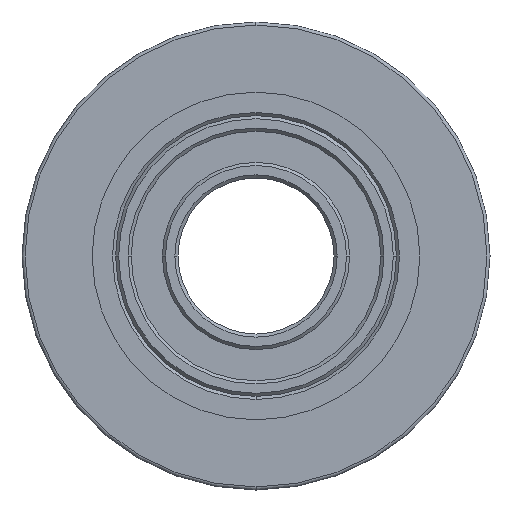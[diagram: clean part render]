
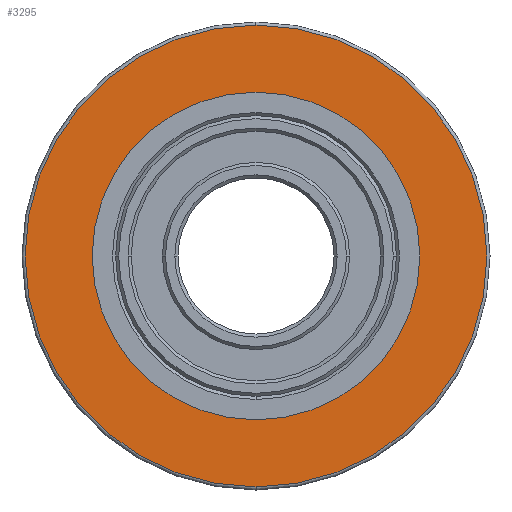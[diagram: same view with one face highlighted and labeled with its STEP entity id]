
A CAD part, front view. The second image highlights one B-rep face of the part: STEP entity #3295.
In plain terms, the highlighted face is planar.
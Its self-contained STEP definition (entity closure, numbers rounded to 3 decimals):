
#35 = CARTESIAN_POINT ( 'NONE',  ( 0., 5., 7.4 ) ) ;
#180 = DIRECTION ( 'NONE',  ( 0., 0., -1. ) ) ;
#384 = FACE_BOUND ( 'NONE', #9987, .T. ) ;
#556 = CIRCLE ( 'NONE', #8191, 7.4 ) ;
#902 = DIRECTION ( 'NONE',  ( 0., 1., 0. ) ) ;
#1234 = AXIS2_PLACEMENT_3D ( 'NONE', #2143, #8155, #3817 ) ;
#1550 = CIRCLE ( 'NONE', #8069, 5.25 ) ;
#1969 = PLANE ( 'NONE',  #7641 ) ;
#2123 = DIRECTION ( 'NONE',  ( 0., 0., 1. ) ) ;
#2137 = DIRECTION ( 'NONE',  ( 0., 0., -1. ) ) ;
#2143 = CARTESIAN_POINT ( 'NONE',  ( 0., 5., 0. ) ) ;
#2352 = DIRECTION ( 'NONE',  ( 0., 0., 1. ) ) ;
#2640 = VERTEX_POINT ( 'NONE', #10784 ) ;
#2702 = EDGE_CURVE ( 'NONE', #3452, #5731, #556, .T. ) ;
#3295 = ADVANCED_FACE ( 'NONE', ( #8374, #384 ), #1969, .F. ) ;
#3403 = CARTESIAN_POINT ( 'NONE',  ( 0., 5., -5.25 ) ) ;
#3452 = VERTEX_POINT ( 'NONE', #35 ) ;
#3817 = DIRECTION ( 'NONE',  ( 0., 0., -1. ) ) ;
#4524 = EDGE_CURVE ( 'NONE', #2640, #5959, #10271, .T. ) ;
#5219 = AXIS2_PLACEMENT_3D ( 'NONE', #5884, #11212, #2352 ) ;
#5541 = EDGE_CURVE ( 'NONE', #5959, #2640, #1550, .T. ) ;
#5731 = VERTEX_POINT ( 'NONE', #9962 ) ;
#5747 = ORIENTED_EDGE ( 'NONE', *, *, #5541, .F. ) ;
#5884 = CARTESIAN_POINT ( 'NONE',  ( 0., 5., 0. ) ) ;
#5959 = VERTEX_POINT ( 'NONE', #3403 ) ;
#6556 = CARTESIAN_POINT ( 'NONE',  ( 7.5, 5., 0. ) ) ;
#7165 = CARTESIAN_POINT ( 'NONE',  ( 0., 5., 0. ) ) ;
#7177 = CIRCLE ( 'NONE', #1234, 7.4 ) ;
#7641 = AXIS2_PLACEMENT_3D ( 'NONE', #6556, #9085, #2137 ) ;
#7694 = ORIENTED_EDGE ( 'NONE', *, *, #4524, .F. ) ;
#7838 = EDGE_LOOP ( 'NONE', ( #10405, #8145 ) ) ;
#8069 = AXIS2_PLACEMENT_3D ( 'NONE', #9709, #902, #2123 ) ;
#8145 = ORIENTED_EDGE ( 'NONE', *, *, #2702, .T. ) ;
#8155 = DIRECTION ( 'NONE',  ( 0., 1., 0. ) ) ;
#8191 = AXIS2_PLACEMENT_3D ( 'NONE', #7165, #10727, #180 ) ;
#8374 = FACE_OUTER_BOUND ( 'NONE', #7838, .T. ) ;
#8610 = EDGE_CURVE ( 'NONE', #5731, #3452, #7177, .T. ) ;
#9085 = DIRECTION ( 'NONE',  ( 0., -1., 0. ) ) ;
#9709 = CARTESIAN_POINT ( 'NONE',  ( 0., 5., 0. ) ) ;
#9962 = CARTESIAN_POINT ( 'NONE',  ( 0., 5., -7.4 ) ) ;
#9987 = EDGE_LOOP ( 'NONE', ( #7694, #5747 ) ) ;
#10271 = CIRCLE ( 'NONE', #5219, 5.25 ) ;
#10405 = ORIENTED_EDGE ( 'NONE', *, *, #8610, .T. ) ;
#10727 = DIRECTION ( 'NONE',  ( 0., 1., 0. ) ) ;
#10784 = CARTESIAN_POINT ( 'NONE',  ( 0., 5., 5.25 ) ) ;
#11212 = DIRECTION ( 'NONE',  ( 0., 1., 0. ) ) ;
